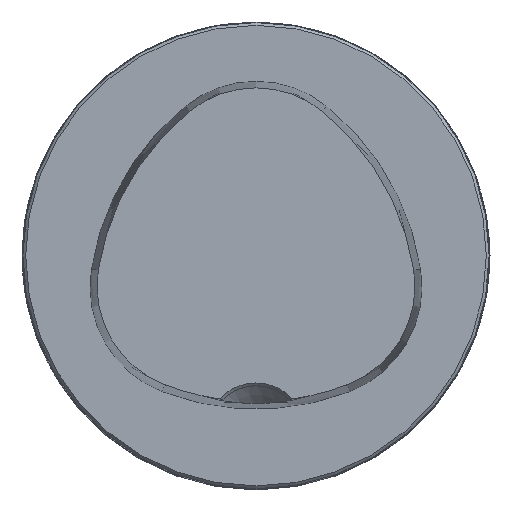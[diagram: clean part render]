
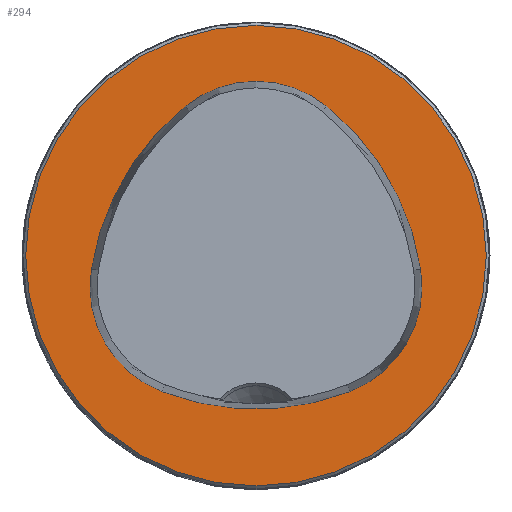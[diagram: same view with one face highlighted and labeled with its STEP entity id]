
A CAD part, top view. The second image highlights one B-rep face of the part: STEP entity #294.
In plain terms, the highlighted planar face has unit normal (0, 0, 1).
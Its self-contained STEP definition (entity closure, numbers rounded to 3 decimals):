
#102=FACE_BOUND('',#597,.T.);
#103=FACE_BOUND('',#598,.T.);
#294=ADVANCED_FACE('CU_FL_N1_SU_1',(#102,#103),#393,.T.);
#393=PLANE('',#2392);
#597=EDGE_LOOP('',(#996,#997,#998,#999,#1000,#1001));
#598=EDGE_LOOP('',(#1002));
#704=CIRCLE('',#2383,28.075);
#706=CIRCLE('',#2386,28.075);
#707=CIRCLE('',#2387,12.075);
#708=CIRCLE('',#2388,12.075);
#709=CIRCLE('',#2389,28.075);
#710=CIRCLE('',#2390,12.075);
#711=CIRCLE('',#2391,24.7);
#996=ORIENTED_EDGE('',*,*,#1738,.F.);
#997=ORIENTED_EDGE('',*,*,#1739,.F.);
#998=ORIENTED_EDGE('',*,*,#1731,.F.);
#999=ORIENTED_EDGE('',*,*,#1740,.F.);
#1000=ORIENTED_EDGE('',*,*,#1741,.F.);
#1001=ORIENTED_EDGE('',*,*,#1742,.F.);
#1002=ORIENTED_EDGE('',*,*,#1743,.T.);
#1486=VERTEX_POINT('',#3887);
#1487=VERTEX_POINT('',#3889);
#1493=VERTEX_POINT('',#3921);
#1494=VERTEX_POINT('',#3922);
#1495=VERTEX_POINT('',#3925);
#1496=VERTEX_POINT('',#3927);
#1497=VERTEX_POINT('',#3930);
#1731=EDGE_CURVE('',#1486,#1487,#704,.T.);
#1738=EDGE_CURVE('',#1493,#1494,#706,.T.);
#1739=EDGE_CURVE('',#1487,#1493,#707,.T.);
#1740=EDGE_CURVE('',#1495,#1486,#708,.T.);
#1741=EDGE_CURVE('',#1496,#1495,#709,.T.);
#1742=EDGE_CURVE('',#1494,#1496,#710,.T.);
#1743=EDGE_CURVE('',#1497,#1497,#711,.T.);
#2383=AXIS2_PLACEMENT_3D('',#3888,#2797,#2798);
#2386=AXIS2_PLACEMENT_3D('',#3920,#2804,#2805);
#2387=AXIS2_PLACEMENT_3D('',#3923,#2806,#2807);
#2388=AXIS2_PLACEMENT_3D('',#3924,#2808,#2809);
#2389=AXIS2_PLACEMENT_3D('',#3926,#2810,#2811);
#2390=AXIS2_PLACEMENT_3D('',#3928,#2812,#2813);
#2391=AXIS2_PLACEMENT_3D('',#3929,#2814,#2815);
#2392=AXIS2_PLACEMENT_3D('',#3931,#2816,#2817);
#2797=DIRECTION('',(0.,0.,1.));
#2798=DIRECTION('',(-1.,0.,0.));
#2804=DIRECTION('',(0.,0.,1.));
#2805=DIRECTION('',(-1.,0.,0.));
#2806=DIRECTION('',(0.,0.,1.));
#2807=DIRECTION('',(-1.,0.,0.));
#2808=DIRECTION('',(0.,0.,1.));
#2809=DIRECTION('',(-1.,0.,0.));
#2810=DIRECTION('',(0.,0.,1.));
#2811=DIRECTION('',(-1.,0.,0.));
#2812=DIRECTION('',(0.,0.,1.));
#2813=DIRECTION('',(-1.,0.,0.));
#2814=DIRECTION('',(0.,0.,1.));
#2815=DIRECTION('',(-1.,0.,0.));
#2816=DIRECTION('',(0.,0.,1.));
#2817=DIRECTION('',(-1.,0.,0.));
#3887=CARTESIAN_POINT('',(-10.05,-14.595,0.));
#3888=CARTESIAN_POINT('',(0.,11.62,0.));
#3889=CARTESIAN_POINT('',(10.05,-14.595,0.));
#3920=CARTESIAN_POINT('',(-10.078,-5.807,0.));
#3921=CARTESIAN_POINT('',(17.656,-1.443,0.));
#3922=CARTESIAN_POINT('',(7.606,15.999,0.));
#3923=CARTESIAN_POINT('',(5.727,-3.32,0.));
#3924=CARTESIAN_POINT('',(-5.727,-3.32,0.));
#3925=CARTESIAN_POINT('',(-17.656,-1.443,0.));
#3926=CARTESIAN_POINT('',(10.078,-5.807,0.));
#3927=CARTESIAN_POINT('',(-7.606,15.999,0.));
#3928=CARTESIAN_POINT('',(0.,6.62,0.));
#3929=CARTESIAN_POINT('',(0.,0.,0.));
#3930=CARTESIAN_POINT('',(-24.7,0.,0.));
#3931=CARTESIAN_POINT('',(0.,0.,0.));
